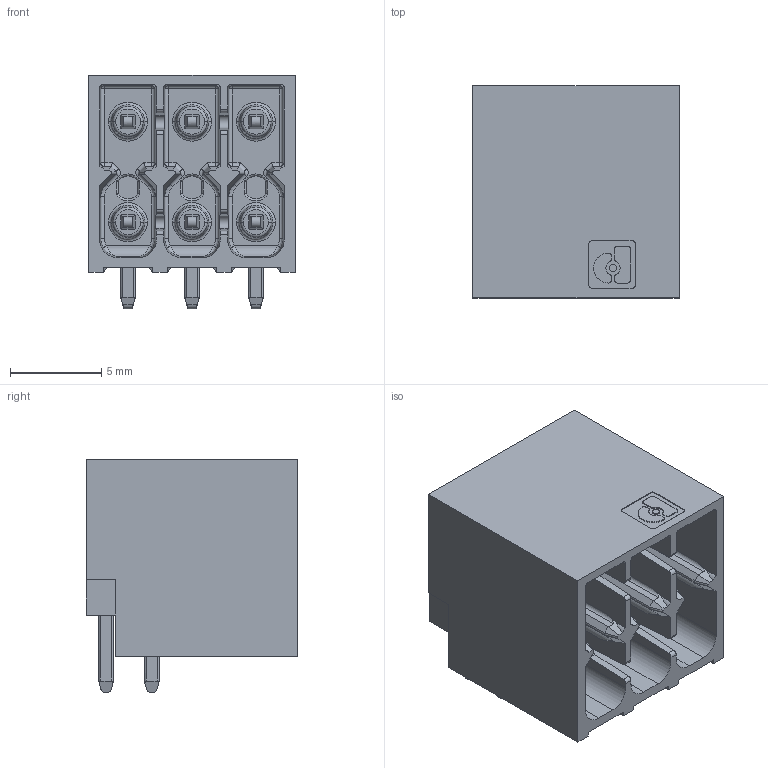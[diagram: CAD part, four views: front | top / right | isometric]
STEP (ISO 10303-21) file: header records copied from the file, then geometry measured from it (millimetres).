
FILE_DESCRIPTION(('FreeCAD Model'),'2;1');
FILE_NAME('DMC-1.5-LH-STIFT_5.75_sp.step','2018-06-24T14:44:22',('kicad StepUp'),( 'ksu MCAD'),'Open CASCADE STEP processor 6.8','FreeCAD','Unknown');
FILE_SCHEMA(('AUTOMOTIVE_DESIGN_CC2 { 1 2 10303 214 -1 1 5 4 }'));
Length unit declared in the file: millimetre
Products named in the file (1): DMC-1.5-LH-STIFT_5.75_sp
Bounding box: 11.3 x 11.6 x 12.8 mm (x, y, z)
Volume: 738.2 mm3; surface area: 1538.7 mm2
Topology: 1 solids, 4 shells, 669 faces, 1796 edges, 1138 vertices
Faces by surface type: plane 325, cylinder 235, torus 48, bspline 24, cone 18, sphere 18, extrusion 1
Entity records: 29198 total; most frequent: CARTESIAN_POINT 7744, DIRECTION 3555, ORIENTED_EDGE 3544, EDGE_CURVE 1772, AXIS2_PLACEMENT_3D 1259, VERTEX_POINT 1138, VECTOR 1037, LINE 1036
